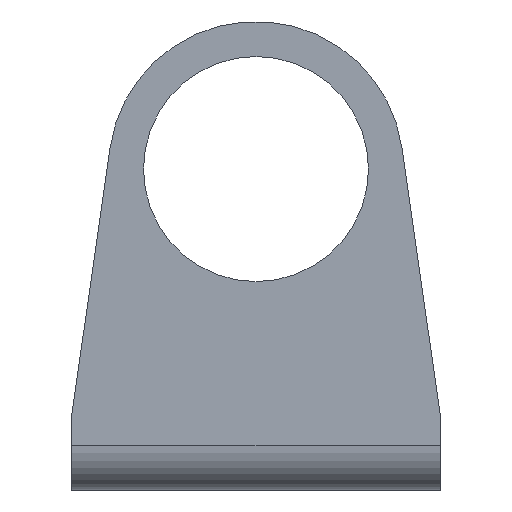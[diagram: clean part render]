
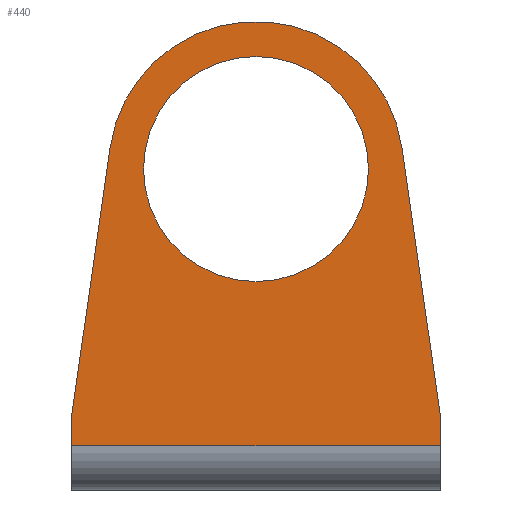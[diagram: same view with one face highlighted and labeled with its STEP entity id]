
A CAD part, front view. The second image highlights one B-rep face of the part: STEP entity #440.
In plain terms, the highlighted planar face has unit normal (0, -1, 0).
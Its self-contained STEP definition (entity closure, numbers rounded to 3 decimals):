
#20=CIRCLE('',#473,20.);
#23=CIRCLE('',#477,15.25);
#71=ORIENTED_EDGE('',*,*,#182,.T.);
#72=ORIENTED_EDGE('',*,*,#174,.F.);
#73=ORIENTED_EDGE('',*,*,#189,.T.);
#74=ORIENTED_EDGE('',*,*,#190,.F.);
#75=ORIENTED_EDGE('',*,*,#191,.F.);
#76=ORIENTED_EDGE('',*,*,#183,.F.);
#77=ORIENTED_EDGE('',*,*,#178,.F.);
#174=EDGE_CURVE('',#236,#237,#278,.T.);
#178=EDGE_CURVE('',#237,#240,#20,.T.);
#182=EDGE_CURVE('',#243,#243,#23,.T.);
#183=EDGE_CURVE('',#240,#244,#283,.T.);
#189=EDGE_CURVE('',#236,#248,#289,.T.);
#190=EDGE_CURVE('',#249,#248,#290,.T.);
#191=EDGE_CURVE('',#244,#249,#291,.T.);
#236=VERTEX_POINT('',#647);
#237=VERTEX_POINT('',#648);
#240=VERTEX_POINT('',#656);
#243=VERTEX_POINT('',#664);
#244=VERTEX_POINT('',#667);
#248=VERTEX_POINT('',#679);
#249=VERTEX_POINT('',#681);
#278=LINE('',#646,#320);
#283=LINE('',#666,#325);
#289=LINE('',#678,#331);
#290=LINE('',#680,#332);
#291=LINE('',#682,#333);
#320=VECTOR('',#518,1000.);
#325=VECTOR('',#537,1000.);
#331=VECTOR('',#547,1000.);
#332=VECTOR('',#548,1000.);
#333=VECTOR('',#549,1000.);
#369=EDGE_LOOP('',(#71));
#370=EDGE_LOOP('',(#72,#73,#74,#75,#76,#77));
#399=FACE_BOUND('',#369,.T.);
#400=FACE_BOUND('',#370,.T.);
#425=PLANE('',#480);
#440=ADVANCED_FACE('',(#399,#400),#425,.F.);
#473=AXIS2_PLACEMENT_3D('',#655,#524,#525);
#477=AXIS2_PLACEMENT_3D('',#663,#533,#534);
#480=AXIS2_PLACEMENT_3D('',#677,#545,#546);
#518=DIRECTION('',(0.142,0.,0.99));
#524=DIRECTION('',(0.,1.,0.));
#525=DIRECTION('',(1.,0.,0.));
#533=DIRECTION('',(0.,1.,0.));
#534=DIRECTION('',(1.,0.,0.));
#537=DIRECTION('',(0.142,0.,-0.99));
#545=DIRECTION('',(0.,1.,0.));
#546=DIRECTION('',(0.,0.,1.));
#547=DIRECTION('',(0.,0.,-1.));
#548=DIRECTION('',(-1.,0.,0.));
#549=DIRECTION('',(0.,0.,-1.));
#646=CARTESIAN_POINT('',(-25.,0.,-33.5));
#647=CARTESIAN_POINT('',(-25.,0.,-33.5));
#648=CARTESIAN_POINT('',(-19.798,0.,2.834));
#655=CARTESIAN_POINT('',(0.,0.,0.));
#656=CARTESIAN_POINT('',(19.798,0.,2.834));
#663=CARTESIAN_POINT('',(0.,0.,0.));
#664=CARTESIAN_POINT('',(15.25,0.,0.));
#666=CARTESIAN_POINT('',(19.798,0.,2.834));
#667=CARTESIAN_POINT('',(25.,0.,-33.5));
#677=CARTESIAN_POINT('',(0.,0.,0.));
#678=CARTESIAN_POINT('',(-25.,0.,-33.5));
#679=CARTESIAN_POINT('',(-25.,0.,-37.5));
#680=CARTESIAN_POINT('',(25.,0.,-37.5));
#681=CARTESIAN_POINT('',(25.,0.,-37.5));
#682=CARTESIAN_POINT('',(25.,0.,-33.5));
